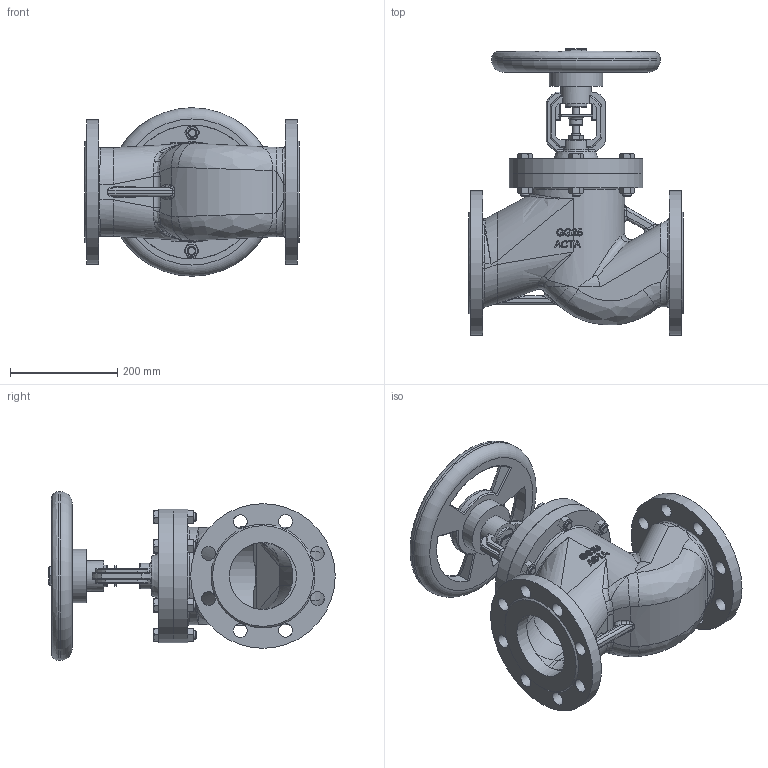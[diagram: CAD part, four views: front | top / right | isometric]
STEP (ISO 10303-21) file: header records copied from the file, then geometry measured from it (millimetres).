
FILE_DESCRIPTION(/* description */ (''),/* implementation_level */ '2;1');
FILE_NAME(/* name */ 'Р25 DN125.stp',/* time_stamp */ '2023-08-07T12:40:54+03:00',/* author */ ('kostr'),/* organization */ (''),/* preprocessor_version */ 'ST-DEVELOPER v18.1',/* originating_system */ 'AutoCAD Mechanical',/* authorisation */ '');
FILE_SCHEMA (('AUTOMOTIVE_DESIGN { 1 0 10303 214 3 1 1 }'));
Length unit declared in the file: millimetre
Products named in the file (1): Product
Bounding box: 400 x 535 x 314.67 mm (x, y, z)
Volume: 10307001.5 mm3; surface area: 1203879 mm2
Topology: 36 solids, 36 shells, 1463 faces, 4017 edges, 2612 vertices
Faces by surface type: plane 1032, cylinder 186, bspline 129, torus 62, cone 49, sphere 5
Full cylindrical faces by diameter (mm): 2.538 x3, 12 x6, 12.689 x2, 15.227 x4, 16 x12, 18 x12, 24.11 x1, 26 x16, 26.223 x1, 27.917 x1, 41.038 x1, 57.102 x1, 99.647 x1, 125 x3, 137.8 x1, 141 x2, 145 x1, 150 x1, 182 x1, 190 x1, 250 x2, 270 x2, 314.674 x1
Entity records: 60860 total; most frequent: CARTESIAN_POINT 24067, ORIENTED_EDGE 8008, DIRECTION 7075, EDGE_CURVE 4004, LINE 2903, VECTOR 2903, VERTEX_POINT 2610, AXIS2_PLACEMENT_3D 2086
